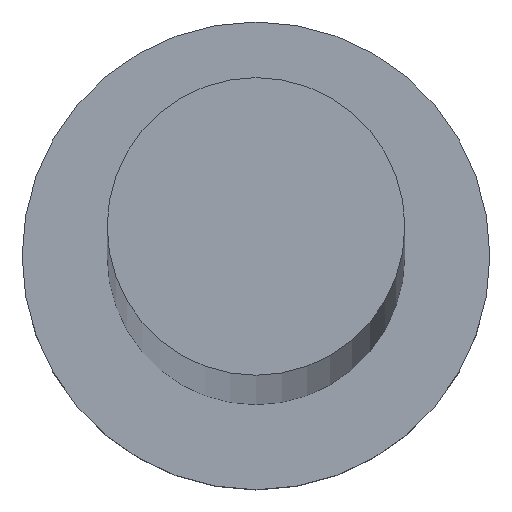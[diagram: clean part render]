
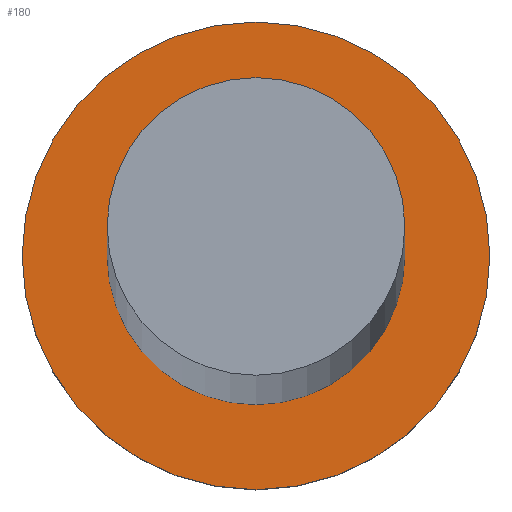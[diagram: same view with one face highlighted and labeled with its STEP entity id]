
A CAD part, top view. The second image highlights one B-rep face of the part: STEP entity #180.
In plain terms, the highlighted planar face has unit normal (0, 0, 1).
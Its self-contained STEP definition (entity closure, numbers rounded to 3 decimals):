
#8 = ORIENTED_EDGE ( 'NONE', *, *, #187, .T. ) ;
#18 = CARTESIAN_POINT ( 'NONE',  ( 0., 0., 7. ) ) ;
#20 = CARTESIAN_POINT ( 'NONE',  ( 0., 0., 7. ) ) ;
#26 = DIRECTION ( 'NONE',  ( 1., 0., 0. ) ) ;
#27 = AXIS2_PLACEMENT_3D ( 'NONE', #29, #231, #163 ) ;
#29 = CARTESIAN_POINT ( 'NONE',  ( 0., 0., 7. ) ) ;
#31 = CARTESIAN_POINT ( 'NONE',  ( -11., 0., 7. ) ) ;
#35 = CARTESIAN_POINT ( 'NONE',  ( 11., 0., 7. ) ) ;
#54 = ORIENTED_EDGE ( 'NONE', *, *, #146, .F. ) ;
#61 = AXIS2_PLACEMENT_3D ( 'NONE', #18, #220, #112 ) ;
#63 = DIRECTION ( 'NONE',  ( 1., 0., 0. ) ) ;
#83 = CARTESIAN_POINT ( 'NONE',  ( 0., 0., 7. ) ) ;
#98 = CARTESIAN_POINT ( 'NONE',  ( 7., 0., 7. ) ) ;
#99 = EDGE_CURVE ( 'NONE', #200, #214, #186, .T. ) ;
#110 = AXIS2_PLACEMENT_3D ( 'NONE', #246, #229, #63 ) ;
#112 = DIRECTION ( 'NONE',  ( 1., 0., 0. ) ) ;
#114 = EDGE_LOOP ( 'NONE', ( #54, #133 ) ) ;
#117 = EDGE_CURVE ( 'NONE', #140, #150, #236, .T. ) ;
#123 = AXIS2_PLACEMENT_3D ( 'NONE', #83, #209, #249 ) ;
#124 = FACE_BOUND ( 'NONE', #114, .T. ) ;
#128 = FACE_OUTER_BOUND ( 'NONE', #136, .T. ) ;
#133 = ORIENTED_EDGE ( 'NONE', *, *, #117, .F. ) ;
#136 = EDGE_LOOP ( 'NONE', ( #8, #224 ) ) ;
#140 = VERTEX_POINT ( 'NONE', #98 ) ;
#146 = EDGE_CURVE ( 'NONE', #150, #140, #255, .T. ) ;
#150 = VERTEX_POINT ( 'NONE', #210 ) ;
#163 = DIRECTION ( 'NONE',  ( 1., 0., 0. ) ) ;
#180 = ADVANCED_FACE ( 'NONE', ( #124, #128 ), #213, .T. ) ;
#186 = CIRCLE ( 'NONE', #61, 11. ) ;
#187 = EDGE_CURVE ( 'NONE', #214, #200, #228, .T. ) ;
#197 = AXIS2_PLACEMENT_3D ( 'NONE', #20, #203, #26 ) ;
#200 = VERTEX_POINT ( 'NONE', #35 ) ;
#203 = DIRECTION ( 'NONE',  ( 0., 0., 1. ) ) ;
#209 = DIRECTION ( 'NONE',  ( 0., 0., 1. ) ) ;
#210 = CARTESIAN_POINT ( 'NONE',  ( -7., 0., 7. ) ) ;
#213 = PLANE ( 'NONE',  #123 ) ;
#214 = VERTEX_POINT ( 'NONE', #31 ) ;
#220 = DIRECTION ( 'NONE',  ( 0., 0., 1. ) ) ;
#224 = ORIENTED_EDGE ( 'NONE', *, *, #99, .T. ) ;
#228 = CIRCLE ( 'NONE', #27, 11. ) ;
#229 = DIRECTION ( 'NONE',  ( 0., 0., 1. ) ) ;
#231 = DIRECTION ( 'NONE',  ( 0., 0., 1. ) ) ;
#236 = CIRCLE ( 'NONE', #197, 7. ) ;
#246 = CARTESIAN_POINT ( 'NONE',  ( 0., 0., 7. ) ) ;
#249 = DIRECTION ( 'NONE',  ( 1., 0., 0. ) ) ;
#255 = CIRCLE ( 'NONE', #110, 7. ) ;
